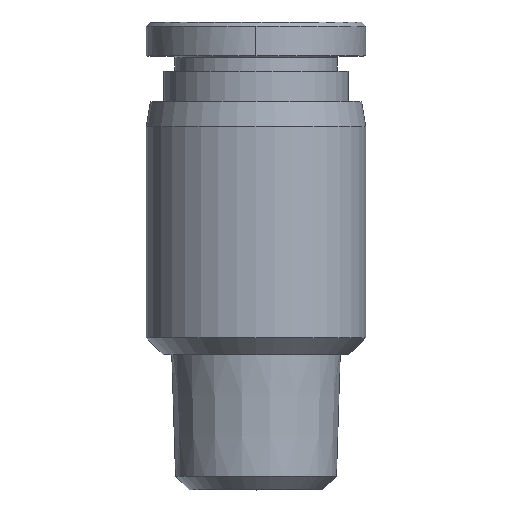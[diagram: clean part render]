
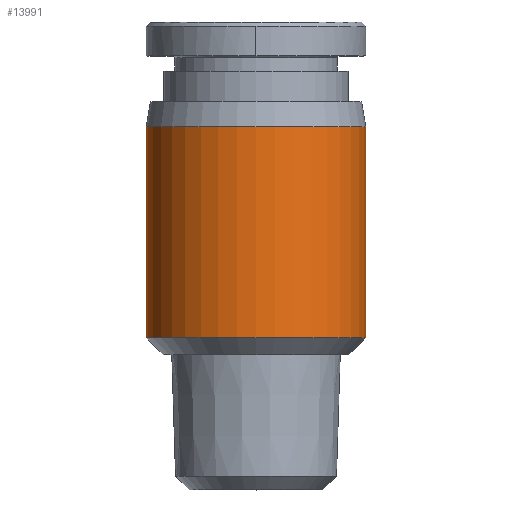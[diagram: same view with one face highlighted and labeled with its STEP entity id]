
A CAD part, top view. The second image highlights one B-rep face of the part: STEP entity #13991.
In plain terms, the highlighted cylindrical face has radius 6.5 mm (diameter 13 mm), a partial arc.
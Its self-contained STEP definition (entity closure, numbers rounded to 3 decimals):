
#143=CARTESIAN_POINT('',(-6.5,1.0,0.0));
#144=VERTEX_POINT('',#143);
#160=CARTESIAN_POINT('',(6.5,1.,0.));
#161=VERTEX_POINT('',#160);
#168=CARTESIAN_POINT('',(0.0,1.,0.));
#169=DIRECTION('',(0.0,-1.0,0.0));
#170=DIRECTION('',(1.0,0.0,0.0));
#171=AXIS2_PLACEMENT_3D('',#168,#169,#170);
#172=CIRCLE('',#171,6.5);
#173=EDGE_CURVE('',#144,#161,#172,.T.);
#263=CARTESIAN_POINT('',(6.5,-11.5,0.));
#264=VERTEX_POINT('',#263);
#265=CARTESIAN_POINT('',(6.5,1.,0.));
#266=DIRECTION('',(0.0,-1.0,0.0));
#267=VECTOR('',#266,12.5);
#268=LINE('',#265,#267);
#269=EDGE_CURVE('',#161,#264,#268,.T.);
#278=CARTESIAN_POINT('',(-6.5,-11.5,0.));
#279=VERTEX_POINT('',#278);
#280=CARTESIAN_POINT('',(-6.5,-11.5,0.));
#281=DIRECTION('',(0.0,1.0,0.0));
#282=VECTOR('',#281,12.5);
#283=LINE('',#280,#282);
#284=EDGE_CURVE('',#279,#144,#283,.T.);
#309=CARTESIAN_POINT('',(0.0,-11.5,0.));
#310=DIRECTION('',(0.0,-1.0,0.0));
#311=DIRECTION('',(-1.0,0.0,0.0));
#312=AXIS2_PLACEMENT_3D('',#309,#310,#311);
#313=CIRCLE('',#312,6.5);
#314=EDGE_CURVE('',#279,#264,#313,.T.);
#13980=CARTESIAN_POINT('',(0.0,2.5,0.));
#13981=DIRECTION('',(0.0,-1.0,0.));
#13982=DIRECTION('',(1.0,0.0,0.0));
#13983=AXIS2_PLACEMENT_3D('',#13980,#13981,#13982);
#13984=CYLINDRICAL_SURFACE('',#13983,6.5);
#13985=ORIENTED_EDGE('',*,*,#269,.T.);
#13986=ORIENTED_EDGE('',*,*,#314,.F.);
#13987=ORIENTED_EDGE('',*,*,#284,.T.);
#13988=ORIENTED_EDGE('',*,*,#173,.T.);
#13989=EDGE_LOOP('',(#13985,#13986,#13987,#13988));
#13990=FACE_OUTER_BOUND('',#13989,.T.);
#13991=ADVANCED_FACE('',(#13990),#13984,.T.);
